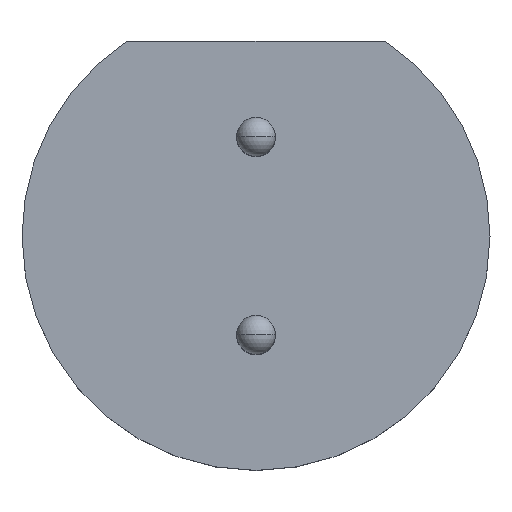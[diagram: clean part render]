
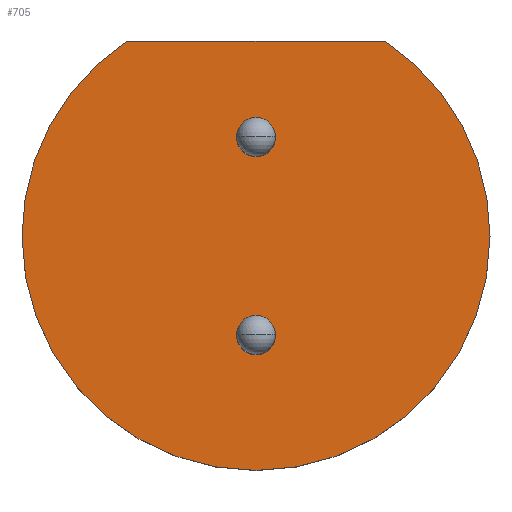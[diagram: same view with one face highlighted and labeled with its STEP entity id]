
A CAD part, top view. The second image highlights one B-rep face of the part: STEP entity #705.
In plain terms, the highlighted planar face has unit normal (0, 0, 1).
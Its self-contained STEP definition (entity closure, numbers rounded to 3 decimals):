
#12 = LINE ( 'NONE', #465, #38 ) ;
#15 = AXIS2_PLACEMENT_3D ( 'NONE', #502, #234, #500 ) ;
#22 = PLANE ( 'NONE',  #606 ) ;
#29 = ORIENTED_EDGE ( 'NONE', *, *, #594, .F. ) ;
#36 = DIRECTION ( 'NONE',  ( 0., 0., 1. ) ) ;
#38 = VECTOR ( 'NONE', #337, 1000. ) ;
#39 = EDGE_CURVE ( 'NONE', #135, #340, #387, .T. ) ;
#58 = ORIENTED_EDGE ( 'NONE', *, *, #39, .T. ) ;
#59 = ORIENTED_EDGE ( 'NONE', *, *, #114, .F. ) ;
#61 = CARTESIAN_POINT ( 'NONE',  ( 0., 0., 9. ) ) ;
#66 = CIRCLE ( 'NONE', #15, 0.25 ) ;
#74 = AXIS2_PLACEMENT_3D ( 'NONE', #637, #521, #131 ) ;
#81 = EDGE_CURVE ( 'NONE', #183, #434, #66, .T. ) ;
#106 = ORIENTED_EDGE ( 'NONE', *, *, #538, .T. ) ;
#108 = DIRECTION ( 'NONE',  ( 1., 0., 0. ) ) ;
#114 = EDGE_CURVE ( 'NONE', #759, #757, #722, .T. ) ;
#131 = DIRECTION ( 'NONE',  ( 1., 0., 0. ) ) ;
#135 = VERTEX_POINT ( 'NONE', #238 ) ;
#157 = CARTESIAN_POINT ( 'NONE',  ( 0.25, 1.27, 9. ) ) ;
#166 = AXIS2_PLACEMENT_3D ( 'NONE', #497, #675, #108 ) ;
#168 = AXIS2_PLACEMENT_3D ( 'NONE', #794, #436, #170 ) ;
#170 = DIRECTION ( 'NONE',  ( 1., 0., 0. ) ) ;
#173 = DIRECTION ( 'NONE',  ( 1., 0., 0. ) ) ;
#174 = AXIS2_PLACEMENT_3D ( 'NONE', #626, #187, #173 ) ;
#177 = DIRECTION ( 'NONE',  ( 1., 0., 0. ) ) ;
#183 = VERTEX_POINT ( 'NONE', #236 ) ;
#184 = DIRECTION ( 'NONE',  ( 0., 0., 1. ) ) ;
#187 = DIRECTION ( 'NONE',  ( 0., 0., 1. ) ) ;
#223 = CIRCLE ( 'NONE', #166, 3. ) ;
#234 = DIRECTION ( 'NONE',  ( 0., 0., 1. ) ) ;
#236 = CARTESIAN_POINT ( 'NONE',  ( -0.25, -1.27, 9. ) ) ;
#238 = CARTESIAN_POINT ( 'NONE',  ( -1.658, 2.5, 9. ) ) ;
#253 = ORIENTED_EDGE ( 'NONE', *, *, #81, .F. ) ;
#256 = VERTEX_POINT ( 'NONE', #404 ) ;
#262 = CIRCLE ( 'NONE', #174, 0.25 ) ;
#265 = EDGE_LOOP ( 'NONE', ( #509, #58, #106, #600 ) ) ;
#284 = EDGE_CURVE ( 'NONE', #135, #339, #12, .T. ) ;
#286 = FACE_OUTER_BOUND ( 'NONE', #265, .T. ) ;
#333 = FACE_BOUND ( 'NONE', #532, .T. ) ;
#337 = DIRECTION ( 'NONE',  ( 1., 0., 0. ) ) ;
#339 = VERTEX_POINT ( 'NONE', #407 ) ;
#340 = VERTEX_POINT ( 'NONE', #423 ) ;
#387 = CIRCLE ( 'NONE', #790, 3. ) ;
#404 = CARTESIAN_POINT ( 'NONE',  ( 3., 0., 9. ) ) ;
#405 = EDGE_LOOP ( 'NONE', ( #445, #59 ) ) ;
#407 = CARTESIAN_POINT ( 'NONE',  ( 1.658, 2.5, 9. ) ) ;
#423 = CARTESIAN_POINT ( 'NONE',  ( -3., 0., 9. ) ) ;
#433 = AXIS2_PLACEMENT_3D ( 'NONE', #61, #184, #177 ) ;
#434 = VERTEX_POINT ( 'NONE', #688 ) ;
#436 = DIRECTION ( 'NONE',  ( 0., 0., 1. ) ) ;
#445 = ORIENTED_EDGE ( 'NONE', *, *, #526, .F. ) ;
#465 = CARTESIAN_POINT ( 'NONE',  ( 0., 2.5, 9. ) ) ;
#497 = CARTESIAN_POINT ( 'NONE',  ( 0., 0., 9. ) ) ;
#500 = DIRECTION ( 'NONE',  ( 1., 0., 0. ) ) ;
#502 = CARTESIAN_POINT ( 'NONE',  ( 0., -1.27, 9. ) ) ;
#509 = ORIENTED_EDGE ( 'NONE', *, *, #284, .F. ) ;
#510 = EDGE_CURVE ( 'NONE', #256, #339, #223, .T. ) ;
#521 = DIRECTION ( 'NONE',  ( 0., 0., 1. ) ) ;
#526 = EDGE_CURVE ( 'NONE', #757, #759, #262, .T. ) ;
#532 = EDGE_LOOP ( 'NONE', ( #253, #29 ) ) ;
#538 = EDGE_CURVE ( 'NONE', #340, #256, #629, .T. ) ;
#543 = DIRECTION ( 'NONE',  ( 1., 0., 0. ) ) ;
#564 = CARTESIAN_POINT ( 'NONE',  ( -0.25, 1.27, 9. ) ) ;
#567 = DIRECTION ( 'NONE',  ( 1., 0., 0. ) ) ;
#571 = CIRCLE ( 'NONE', #74, 0.25 ) ;
#594 = EDGE_CURVE ( 'NONE', #434, #183, #571, .T. ) ;
#600 = ORIENTED_EDGE ( 'NONE', *, *, #510, .T. ) ;
#606 = AXIS2_PLACEMENT_3D ( 'NONE', #665, #36, #543 ) ;
#624 = CARTESIAN_POINT ( 'NONE',  ( 0., 0., 9. ) ) ;
#626 = CARTESIAN_POINT ( 'NONE',  ( 0., 1.27, 9. ) ) ;
#629 = CIRCLE ( 'NONE', #433, 3. ) ;
#637 = CARTESIAN_POINT ( 'NONE',  ( 0., -1.27, 9. ) ) ;
#665 = CARTESIAN_POINT ( 'NONE',  ( 0., 0., 9. ) ) ;
#675 = DIRECTION ( 'NONE',  ( 0., 0., 1. ) ) ;
#684 = DIRECTION ( 'NONE',  ( 0., 0., 1. ) ) ;
#688 = CARTESIAN_POINT ( 'NONE',  ( 0.25, -1.27, 9. ) ) ;
#705 = ADVANCED_FACE ( 'NONE', ( #333, #709, #286 ), #22, .T. ) ;
#709 = FACE_BOUND ( 'NONE', #405, .T. ) ;
#722 = CIRCLE ( 'NONE', #168, 0.25 ) ;
#757 = VERTEX_POINT ( 'NONE', #564 ) ;
#759 = VERTEX_POINT ( 'NONE', #157 ) ;
#790 = AXIS2_PLACEMENT_3D ( 'NONE', #624, #684, #567 ) ;
#794 = CARTESIAN_POINT ( 'NONE',  ( 0., 1.27, 9. ) ) ;
